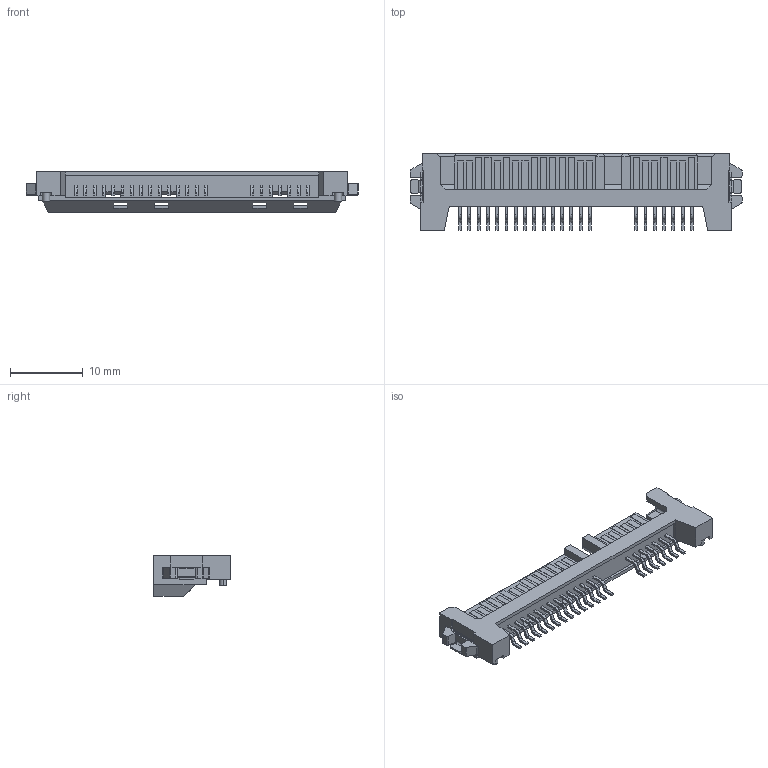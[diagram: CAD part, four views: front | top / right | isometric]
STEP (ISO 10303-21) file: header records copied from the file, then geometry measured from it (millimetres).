
FILE_DESCRIPTION((''),'2;1');
FILE_NAME('10101788C','2010-07-16T',('LimJe'),('FCI - CDC Division'),'PRO/ENGINEER BY PARAMETRIC TECHNOLOGY CORPORATION, 2008010','PRO/ENGINEER BY PARAMETRIC TECHNOLOGY CORPORATION, 2008010','');
FILE_SCHEMA(('CONFIG_CONTROL_DESIGN'));
Length unit declared in the file: millimetre
Products named in the file (1): 10101788C
Bounding box: 45.5 x 10.5 x 5.6 mm (x, y, z)
Volume: 853 mm3; surface area: 1877.5 mm2
Topology: 1 solids, 1 shells, 708 faces, 2028 edges, 1338 vertices
Faces by surface type: plane 553, cylinder 153, cone 2
Entity records: 23132 total; most frequent: CARTESIAN_POINT 4342, ORIENTED_EDGE 4056, DIRECTION 3700, EDGE_CURVE 2028, VECTOR 1704, LINE 1704, VERTEX_POINT 1338, AXIS2_PLACEMENT_3D 998
